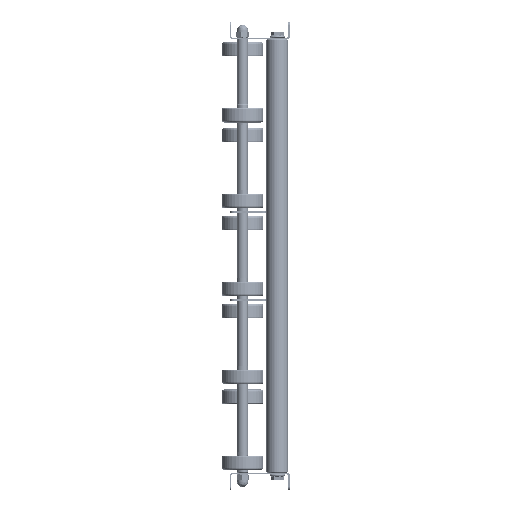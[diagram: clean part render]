
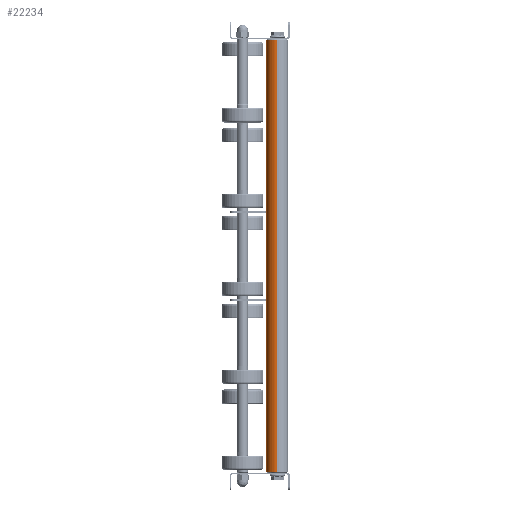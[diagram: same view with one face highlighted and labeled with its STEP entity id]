
A CAD part, left-side view. The second image highlights one B-rep face of the part: STEP entity #22234.
In plain terms, the highlighted cylindrical face has radius 12.5 mm (diameter 25 mm), a partial arc.
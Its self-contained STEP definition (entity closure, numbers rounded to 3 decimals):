
#281 = VERTEX_POINT ( 'NONE', #21874 ) ;
#790 = EDGE_CURVE ( 'NONE', #281, #18016, #21839, .T. ) ;
#1438 = LINE ( 'NONE', #20368, #23255 ) ;
#1571 = DIRECTION ( 'NONE',  ( 0., 0., -1. ) ) ;
#4141 = DIRECTION ( 'NONE',  ( -1., 0., 0. ) ) ;
#4397 = CARTESIAN_POINT ( 'NONE',  ( 500., 0., 0. ) ) ;
#5084 = CARTESIAN_POINT ( 'NONE',  ( 1., 0., -12.5 ) ) ;
#6281 = CYLINDRICAL_SURFACE ( 'NONE', #27007, 12.5 ) ;
#6603 = DIRECTION ( 'NONE',  ( -1., 0., 0. ) ) ;
#6755 = CARTESIAN_POINT ( 'NONE',  ( 499., 0., 0. ) ) ;
#7483 = EDGE_LOOP ( 'NONE', ( #8426, #8992, #18865, #13574 ) ) ;
#8303 = AXIS2_PLACEMENT_3D ( 'NONE', #17315, #19940, #24739 ) ;
#8426 = ORIENTED_EDGE ( 'NONE', *, *, #25267, .T. ) ;
#8992 = ORIENTED_EDGE ( 'NONE', *, *, #16138, .T. ) ;
#11210 = FACE_OUTER_BOUND ( 'NONE', #7483, .T. ) ;
#13574 = ORIENTED_EDGE ( 'NONE', *, *, #790, .F. ) ;
#13888 = CARTESIAN_POINT ( 'NONE',  ( 500., 0., 12.5 ) ) ;
#14540 = EDGE_CURVE ( 'NONE', #27226, #18016, #26139, .T. ) ;
#16042 = CARTESIAN_POINT ( 'NONE',  ( 499., 0., -12.5 ) ) ;
#16138 = EDGE_CURVE ( 'NONE', #23567, #27226, #1438, .T. ) ;
#17315 = CARTESIAN_POINT ( 'NONE',  ( 1., 0., 0. ) ) ;
#18016 = VERTEX_POINT ( 'NONE', #26002 ) ;
#18865 = ORIENTED_EDGE ( 'NONE', *, *, #14540, .T. ) ;
#19940 = DIRECTION ( 'NONE',  ( 1., 0., 0. ) ) ;
#20368 = CARTESIAN_POINT ( 'NONE',  ( 500., 0., -12.5 ) ) ;
#21839 = LINE ( 'NONE', #13888, #25559 ) ;
#21874 = CARTESIAN_POINT ( 'NONE',  ( 499., 0., 12.5 ) ) ;
#22234 = ADVANCED_FACE ( 'NONE', ( #11210 ), #6281, .T. ) ;
#22677 = DIRECTION ( 'NONE',  ( 0., 0., 1. ) ) ;
#23148 = DIRECTION ( 'NONE',  ( -1., 0., 0. ) ) ;
#23255 = VECTOR ( 'NONE', #29850, 1000. ) ;
#23567 = VERTEX_POINT ( 'NONE', #16042 ) ;
#24739 = DIRECTION ( 'NONE',  ( 0., 0., -1. ) ) ;
#25267 = EDGE_CURVE ( 'NONE', #281, #23567, #28164, .T. ) ;
#25559 = VECTOR ( 'NONE', #4141, 1000. ) ;
#26002 = CARTESIAN_POINT ( 'NONE',  ( 1., 0., 12.5 ) ) ;
#26139 = CIRCLE ( 'NONE', #8303, 12.5 ) ;
#27007 = AXIS2_PLACEMENT_3D ( 'NONE', #4397, #23148, #22677 ) ;
#27226 = VERTEX_POINT ( 'NONE', #5084 ) ;
#27682 = AXIS2_PLACEMENT_3D ( 'NONE', #6755, #6603, #1571 ) ;
#28164 = CIRCLE ( 'NONE', #27682, 12.5 ) ;
#29850 = DIRECTION ( 'NONE',  ( -1., 0., 0. ) ) ;
